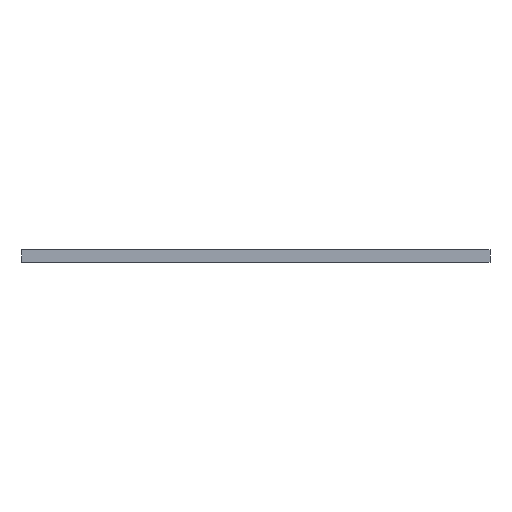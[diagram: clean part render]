
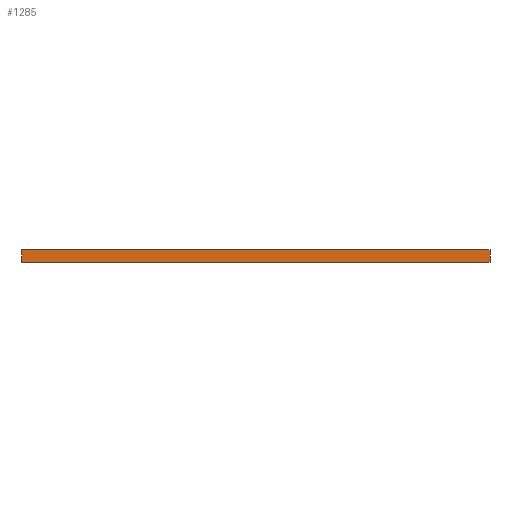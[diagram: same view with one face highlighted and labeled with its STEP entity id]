
A CAD part, front view. The second image highlights one B-rep face of the part: STEP entity #1285.
In plain terms, the highlighted planar face has unit normal (0, -1, 0).
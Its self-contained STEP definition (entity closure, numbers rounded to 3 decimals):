
#25=DIRECTION('',(1.,0.,0.));
#26=VECTOR('',#25,310.);
#27=CARTESIAN_POINT('',(-155.,50.,0.));
#28=LINE('',#27,#26);
#295=DIRECTION('',(0.,0.,1.));
#296=VECTOR('',#295,8.);
#297=CARTESIAN_POINT('',(155.,50.,0.));
#298=LINE('',#297,#296);
#299=DIRECTION('',(0.,0.,1.));
#300=VECTOR('',#299,8.);
#301=CARTESIAN_POINT('',(-155.,50.,0.));
#302=LINE('',#301,#300);
#327=DIRECTION('',(1.,0.,0.));
#328=VECTOR('',#327,310.);
#329=CARTESIAN_POINT('',(-155.,50.,8.));
#330=LINE('',#329,#328);
#833=CARTESIAN_POINT('',(155.,50.,0.));
#835=VERTEX_POINT('',#833);
#838=CARTESIAN_POINT('',(-155.,50.,0.));
#840=VERTEX_POINT('',#838);
#841=CARTESIAN_POINT('',(155.,50.,8.));
#843=VERTEX_POINT('',#841);
#846=CARTESIAN_POINT('',(-155.,50.,8.));
#848=VERTEX_POINT('',#846);
#1272=CARTESIAN_POINT('',(-155.,50.,0.));
#1273=DIRECTION('',(0.,-1.,0.));
#1274=DIRECTION('',(1.,0.,0.));
#1275=AXIS2_PLACEMENT_3D('',#1272,#1273,#1274);
#1276=PLANE('',#1275);
#1277=ORIENTED_EDGE('',*,*,#1094,.F.);
#1279=ORIENTED_EDGE('',*,*,#1278,.T.);
#1281=ORIENTED_EDGE('',*,*,#1280,.T.);
#1282=ORIENTED_EDGE('',*,*,#1263,.F.);
#1283=EDGE_LOOP('',(#1277,#1279,#1281,#1282));
#1284=FACE_OUTER_BOUND('',#1283,.F.);
#1285=ADVANCED_FACE('',(#1284),#1276,.T.);
#1094=EDGE_CURVE('',#840,#835,#28,.T.);
#1263=EDGE_CURVE('',#835,#843,#298,.T.);
#1278=EDGE_CURVE('',#840,#848,#302,.T.);
#1280=EDGE_CURVE('',#848,#843,#330,.T.);
